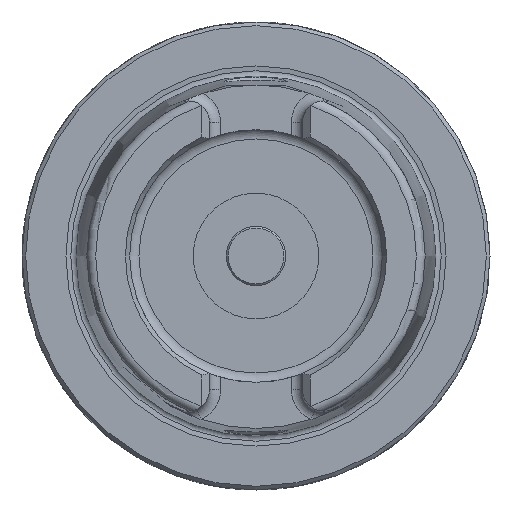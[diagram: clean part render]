
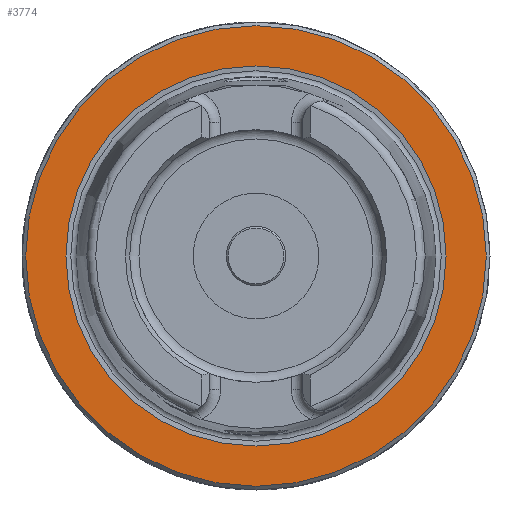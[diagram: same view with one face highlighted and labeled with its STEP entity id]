
A CAD part, left-side view. The second image highlights one B-rep face of the part: STEP entity #3774.
In plain terms, the highlighted planar face has unit normal (-1, 0, 0).
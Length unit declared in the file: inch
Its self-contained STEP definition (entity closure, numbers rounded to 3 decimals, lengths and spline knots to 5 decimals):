
#697=FACE_BOUND('',#1177,.T.);
#752=PLANE('',#4291);
#971=FACE_OUTER_BOUND('',#1176,.T.);
#1176=EDGE_LOOP('',(#3379));
#1177=EDGE_LOOP('',(#3380));
#1772=CIRCLE('',#4290,25.58791);
#1773=CIRCLE('',#4292,31.);
#2096=VERTEX_POINT('',#7238);
#2097=VERTEX_POINT('',#7242);
#2536=EDGE_CURVE('',#2096,#2096,#1772,.T.);
#2537=EDGE_CURVE('',#2097,#2097,#1773,.T.);
#3379=ORIENTED_EDGE('',*,*,#2537,.F.);
#3380=ORIENTED_EDGE('',*,*,#2536,.T.);
#3774=ADVANCED_FACE('',(#971,#697),#752,.T.);
#4290=AXIS2_PLACEMENT_3D('',#7240,#5197,#5198);
#4291=AXIS2_PLACEMENT_3D('',#7241,#5199,#5200);
#4292=AXIS2_PLACEMENT_3D('',#7243,#5201,#5202);
#5197=DIRECTION('center_axis',(1.,0.,0.));
#5198=DIRECTION('ref_axis',(0.,0.,-1.));
#5199=DIRECTION('center_axis',(-1.,0.,0.));
#5200=DIRECTION('ref_axis',(0.,0.,1.));
#5201=DIRECTION('center_axis',(1.,0.,0.));
#5202=DIRECTION('ref_axis',(0.,0.,-1.));
#7238=CARTESIAN_POINT('',(0.,-25.58791,0.));
#7240=CARTESIAN_POINT('Origin',(0.,0.,0.));
#7241=CARTESIAN_POINT('Origin',(0.,31.,0.));
#7242=CARTESIAN_POINT('',(0.,-31.,0.));
#7243=CARTESIAN_POINT('Origin',(0.,0.,0.));
